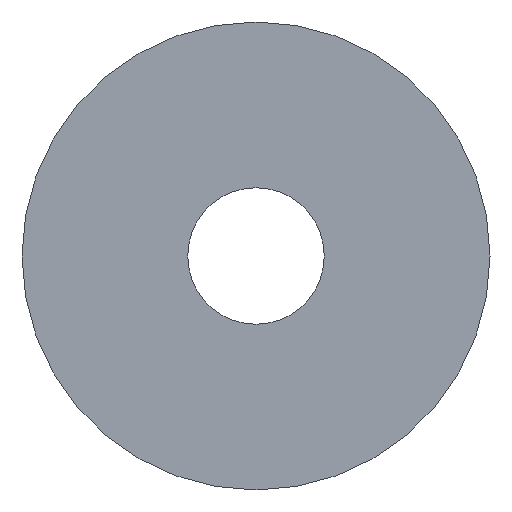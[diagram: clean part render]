
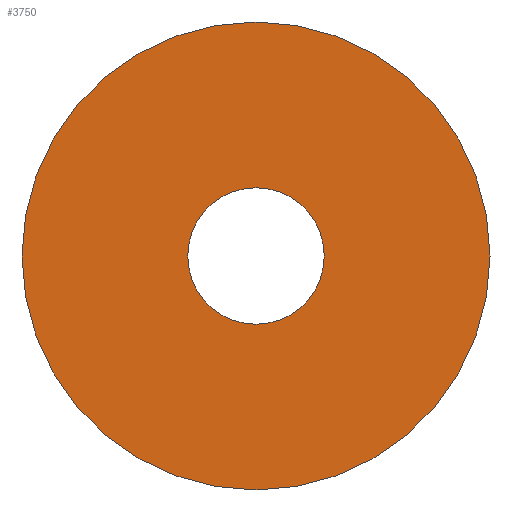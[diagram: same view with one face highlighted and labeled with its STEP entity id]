
A CAD part, left-side view. The second image highlights one B-rep face of the part: STEP entity #3750.
In plain terms, the highlighted planar face has unit normal (-1, 0, 0).
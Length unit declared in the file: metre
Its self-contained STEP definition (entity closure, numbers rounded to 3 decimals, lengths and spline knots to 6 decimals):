
#1752=ORIENTED_EDGE('',*,*,#2341,.F.);
#1753=ORIENTED_EDGE('',*,*,#2340,.T.);
#2340=EDGE_CURVE('',#2732,#2732,#3124,.T.);
#2341=EDGE_CURVE('',#2733,#2733,#3125,.T.);
#2732=VERTEX_POINT('',#6907);
#2733=VERTEX_POINT('',#6910);
#3124=CIRCLE('',#4352,0.012);
#3125=CIRCLE('',#4354,0.0035);
#3330=EDGE_LOOP('',(#1752));
#3331=EDGE_LOOP('',(#1753));
#3540=FACE_BOUND('',#3330,.T.);
#3541=FACE_BOUND('',#3331,.T.);
#3551=PLANE('',#4353);
#3750=ADVANCED_FACE('',(#3540,#3541),#3551,.T.);
#4352=AXIS2_PLACEMENT_3D('',#6906,#5724,#5725);
#4353=AXIS2_PLACEMENT_3D('',#6908,#5726,#5727);
#4354=AXIS2_PLACEMENT_3D('',#6909,#5728,#5729);
#5724=DIRECTION('',(-1.,0.,0.));
#5725=DIRECTION('',(0.,0.,1.));
#5726=DIRECTION('',(-1.,0.,0.));
#5727=DIRECTION('',(0.,-1.,0.));
#5728=DIRECTION('',(-1.,0.,0.));
#5729=DIRECTION('',(0.,0.,1.));
#6906=CARTESIAN_POINT('',(-0.00425,-0.0275,-0.1299));
#6907=CARTESIAN_POINT('',(-0.00425,-0.0275,-0.1179));
#6908=CARTESIAN_POINT('',(-0.00425,-0.0155,-0.1449));
#6909=CARTESIAN_POINT('',(-0.00425,-0.0275,-0.1299));
#6910=CARTESIAN_POINT('',(-0.00425,-0.0275,-0.1264));
